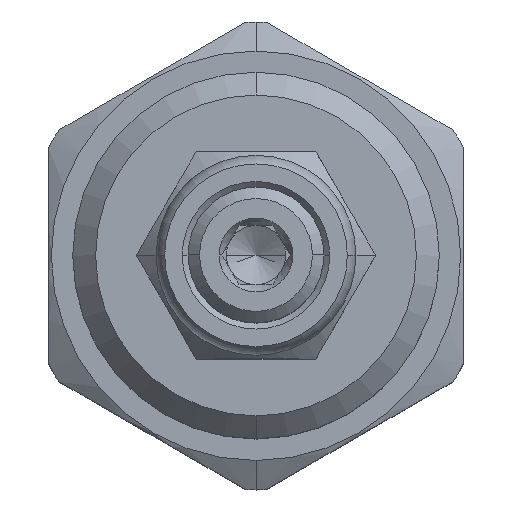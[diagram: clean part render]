
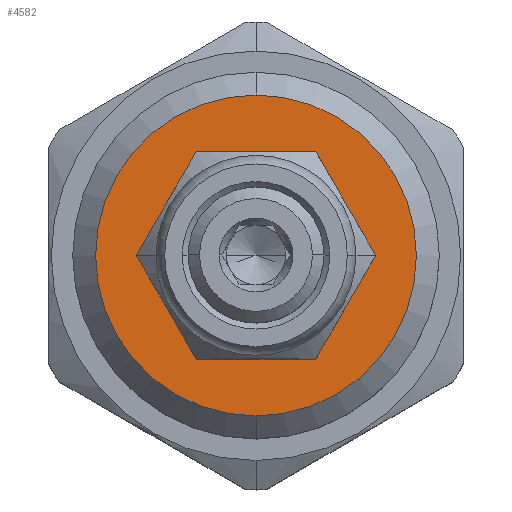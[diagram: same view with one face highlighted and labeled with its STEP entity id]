
A CAD part, top view. The second image highlights one B-rep face of the part: STEP entity #4582.
In plain terms, the highlighted planar face has unit normal (0, 0, 1).
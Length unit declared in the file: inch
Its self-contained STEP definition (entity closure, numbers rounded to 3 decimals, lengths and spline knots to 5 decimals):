
#1050=CARTESIAN_POINT('',(0.,0.,3.189));
#1051=DIRECTION('',(0.,0.,1.));
#1052=DIRECTION('',(-1.,0.,0.));
#1053=AXIS2_PLACEMENT_3D('',#1050,#1051,#1052);
#1055=CARTESIAN_POINT('',(0.,0.,3.189));
#1056=DIRECTION('',(0.,0.,1.));
#1057=DIRECTION('',(1.,0.,0.));
#1058=AXIS2_PLACEMENT_3D('',#1055,#1056,#1057);
#1060=CARTESIAN_POINT('',(0.,0.,3.189));
#1061=DIRECTION('',(0.,0.,1.));
#1062=DIRECTION('',(0.,-1.,0.));
#1063=AXIS2_PLACEMENT_3D('',#1060,#1061,#1062);
#1078=CARTESIAN_POINT('',(0.,0.,3.189));
#1079=DIRECTION('',(0.,0.,1.));
#1080=DIRECTION('',(0.,1.,0.));
#1081=AXIS2_PLACEMENT_3D('',#1078,#1079,#1080);
#3280=CARTESIAN_POINT('',(0.,0.435,3.189));
#3281=CARTESIAN_POINT('',(0.,-0.435,3.189));
#3282=VERTEX_POINT('',#3280);
#3283=VERTEX_POINT('',#3281);
#3547=CARTESIAN_POINT('',(-0.271,0.,3.189));
#3548=CARTESIAN_POINT('',(0.271,0.,3.189));
#3549=VERTEX_POINT('',#3547);
#3550=VERTEX_POINT('',#3548);
#4566=CARTESIAN_POINT('',(0.,0.,3.189));
#4567=DIRECTION('',(0.,0.,1.));
#4568=DIRECTION('',(0.,1.,0.));
#4569=AXIS2_PLACEMENT_3D('',#4566,#4567,#4568);
#4570=PLANE('',#4569);
#4572=ORIENTED_EDGE('',*,*,#4571,.F.);
#4574=ORIENTED_EDGE('',*,*,#4573,.F.);
#4575=EDGE_LOOP('',(#4572,#4574));
#4576=FACE_OUTER_BOUND('',#4575,.F.);
#4577=ORIENTED_EDGE('',*,*,#4556,.T.);
#4579=ORIENTED_EDGE('',*,*,#4578,.T.);
#4580=EDGE_LOOP('',(#4577,#4579));
#4581=FACE_BOUND('',#4580,.F.);
#4582=ADVANCED_FACE('',(#4576,#4581),#4570,.T.);
#1054=CIRCLE('',#1053,0.271);
#1059=CIRCLE('',#1058,0.271);
#1064=CIRCLE('',#1063,0.435);
#1082=CIRCLE('',#1081,0.435);
#4556=EDGE_CURVE('',#3549,#3550,#1054,.T.);
#4571=EDGE_CURVE('',#3283,#3282,#1064,.T.);
#4573=EDGE_CURVE('',#3282,#3283,#1082,.T.);
#4578=EDGE_CURVE('',#3550,#3549,#1059,.T.);
